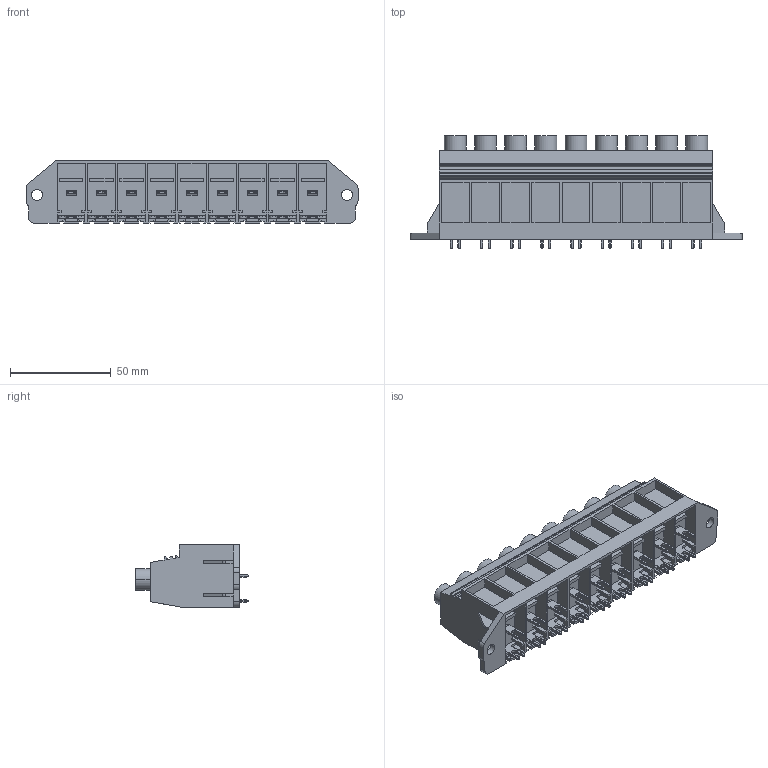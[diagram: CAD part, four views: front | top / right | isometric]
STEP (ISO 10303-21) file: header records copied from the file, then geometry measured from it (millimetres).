
FILE_DESCRIPTION(('CATIA V5 STEP Exchange'),'2;1');
FILE_NAME ('D1451674_0_1386890000_1386890000.stp','2016-10-04T09:58:10+00:00',('none'),('Weidmueller'),'CATIA Version 5-6 Release 2014','CATIA V5 STEP AP203','none');
FILE_SCHEMA(('CONFIG_CONTROL_DESIGN'));
Length unit declared in the file: millimetre
Products named in the file (1): 1386890000_S
Bounding box: 165 x 56 x 31 mm (x, y, z)
Volume: 134769.1 mm3; surface area: 45458.2 mm2
Topology: 28 solids, 28 shells, 1674 faces, 4716 edges, 3134 vertices
Faces by surface type: plane 1145, cylinder 525, extrusion 4
Entity records: 50176 total; most frequent: CARTESIAN_POINT 11147, ORIENTED_EDGE 9432, DIRECTION 5910, EDGE_CURVE 4716, VECTOR 3470, LINE 3466, VERTEX_POINT 3134, EDGE_LOOP 1714
